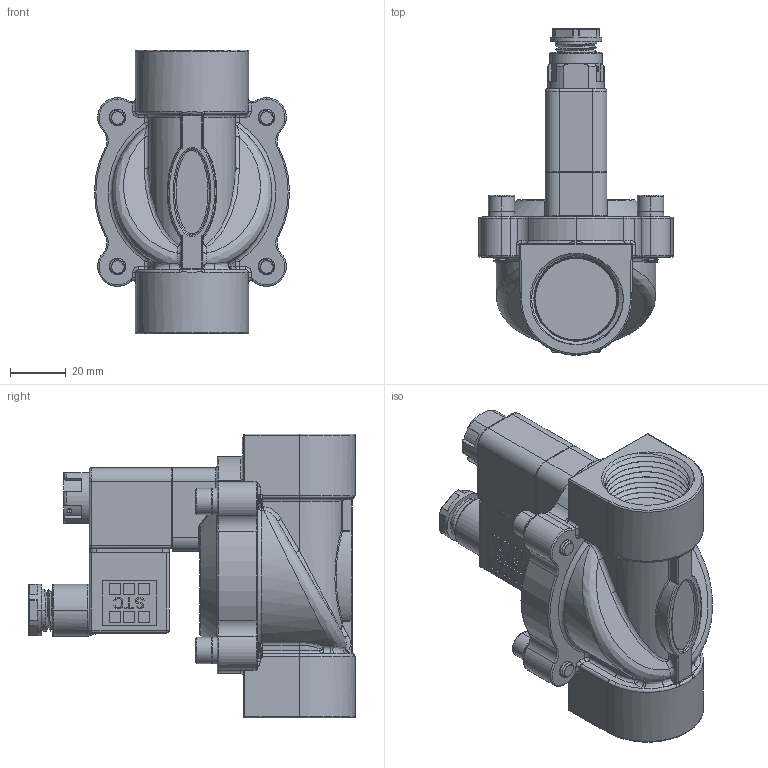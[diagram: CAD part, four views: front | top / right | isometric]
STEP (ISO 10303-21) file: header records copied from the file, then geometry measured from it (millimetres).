
FILE_DESCRIPTION (( 'STEP AP214' ), '1' );
FILE_NAME ('2V250-1.STEP', '2018-10-03T17:42:41', ( '' ), ( '' ), 'SwSTEP 2.0', 'SolidWorks 2016', '' );
FILE_SCHEMA (( 'AUTOMOTIVE_DESIGN' ));
Length unit declared in the file: millimetre
Products named in the file (1): 2V250-1
Bounding box: 69.75 x 116.8 x 101.5 mm (x, y, z)
Volume: 218869.4 mm3; surface area: 62309.6 mm2
Topology: 20 solids, 20 shells, 1554 faces, 4483 edges, 2996 vertices
Faces by surface type: plane 579, cylinder 533, bspline 246, cone 100, torus 82, sphere 14
Entity records: 114675 total; most frequent: CARTESIAN_POINT 59935, ORIENTED_EDGE 8914, DIRECTION 6233, EDGE_CURVE 4457, VERTEX_POINT 2996, AXIS2_PLACEMENT_3D 2123, VECTOR 1987, LINE 1987
